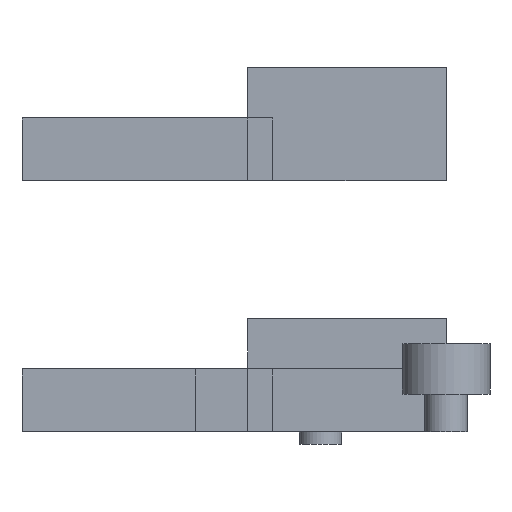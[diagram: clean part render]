
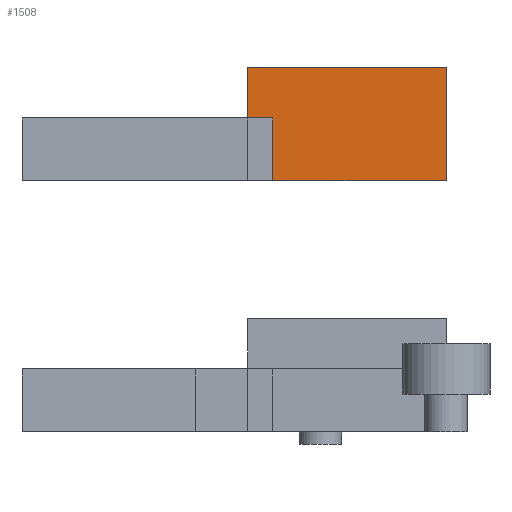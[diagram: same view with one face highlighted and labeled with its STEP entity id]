
A CAD part, left-side view. The second image highlights one B-rep face of the part: STEP entity #1508.
In plain terms, the highlighted planar face has unit normal (-1, 0, 0).
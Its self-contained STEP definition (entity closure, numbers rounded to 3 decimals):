
#1508 = ADVANCED_FACE('',(#1509),#1559,.F.);
#1509 = FACE_BOUND('',#1510,.F.);
#1510 = EDGE_LOOP('',(#1511,#1521,#1529,#1537,#1545,#1553));
#1511 = ORIENTED_EDGE('',*,*,#1512,.F.);
#1512 = EDGE_CURVE('',#1513,#1515,#1517,.T.);
#1513 = VERTEX_POINT('',#1514);
#1514 = CARTESIAN_POINT('',(0.,0.,9.));
#1515 = VERTEX_POINT('',#1516);
#1516 = CARTESIAN_POINT('',(0.,15.8,9.));
#1517 = LINE('',#1518,#1519);
#1518 = CARTESIAN_POINT('',(0.,0.,9.));
#1519 = VECTOR('',#1520,1.);
#1520 = DIRECTION('',(0.,1.,0.));
#1521 = ORIENTED_EDGE('',*,*,#1522,.F.);
#1522 = EDGE_CURVE('',#1523,#1513,#1525,.T.);
#1523 = VERTEX_POINT('',#1524);
#1524 = CARTESIAN_POINT('',(0.,0.,0.));
#1525 = LINE('',#1526,#1527);
#1526 = CARTESIAN_POINT('',(0.,0.,0.));
#1527 = VECTOR('',#1528,1.);
#1528 = DIRECTION('',(0.,0.,1.));
#1529 = ORIENTED_EDGE('',*,*,#1530,.T.);
#1530 = EDGE_CURVE('',#1523,#1531,#1533,.T.);
#1531 = VERTEX_POINT('',#1532);
#1532 = CARTESIAN_POINT('',(0.,13.8,0.));
#1533 = LINE('',#1534,#1535);
#1534 = CARTESIAN_POINT('',(0.,0.,0.));
#1535 = VECTOR('',#1536,1.);
#1536 = DIRECTION('',(0.,1.,0.));
#1537 = ORIENTED_EDGE('',*,*,#1538,.T.);
#1538 = EDGE_CURVE('',#1531,#1539,#1541,.T.);
#1539 = VERTEX_POINT('',#1540);
#1540 = CARTESIAN_POINT('',(0.,13.8,5.));
#1541 = LINE('',#1542,#1543);
#1542 = CARTESIAN_POINT('',(0.,13.8,0.));
#1543 = VECTOR('',#1544,1.);
#1544 = DIRECTION('',(0.,0.,1.));
#1545 = ORIENTED_EDGE('',*,*,#1546,.T.);
#1546 = EDGE_CURVE('',#1539,#1547,#1549,.T.);
#1547 = VERTEX_POINT('',#1548);
#1548 = CARTESIAN_POINT('',(0.,15.8,5.));
#1549 = LINE('',#1550,#1551);
#1550 = CARTESIAN_POINT('',(0.,13.8,5.));
#1551 = VECTOR('',#1552,1.);
#1552 = DIRECTION('',(0.,1.,0.));
#1553 = ORIENTED_EDGE('',*,*,#1554,.T.);
#1554 = EDGE_CURVE('',#1547,#1515,#1555,.T.);
#1555 = LINE('',#1556,#1557);
#1556 = CARTESIAN_POINT('',(0.,15.8,0.));
#1557 = VECTOR('',#1558,1.);
#1558 = DIRECTION('',(0.,0.,1.));
#1559 = PLANE('',#1560);
#1560 = AXIS2_PLACEMENT_3D('',#1561,#1562,#1563);
#1561 = CARTESIAN_POINT('',(0.,0.,0.));
#1562 = DIRECTION('',(1.,0.,0.));
#1563 = DIRECTION('',(0.,0.,1.));
